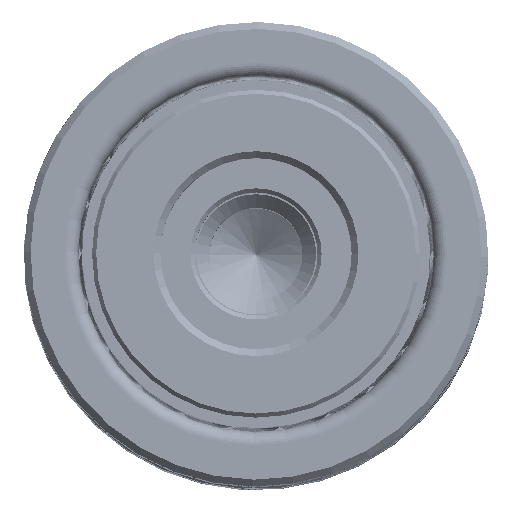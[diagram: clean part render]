
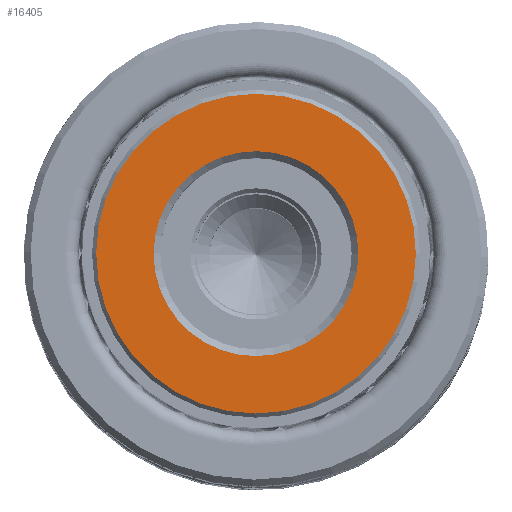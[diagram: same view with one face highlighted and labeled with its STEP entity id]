
A CAD part, top view. The second image highlights one B-rep face of the part: STEP entity #16405.
In plain terms, the highlighted face is planar.
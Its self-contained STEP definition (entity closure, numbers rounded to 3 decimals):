
#1407 = CIRCLE ( 'NONE', #27748, 11.7 ) ;
#2309 = AXIS2_PLACEMENT_3D ( 'NONE', #7720, #31110, #11129 ) ;
#2368 = FACE_OUTER_BOUND ( 'NONE', #3468, .T. ) ;
#3468 = EDGE_LOOP ( 'NONE', ( #18192, #31710 ) ) ;
#6300 = EDGE_CURVE ( 'NONE', #27692, #29336, #1407, .T. ) ;
#6860 = CARTESIAN_POINT ( 'NONE',  ( 11.7, 0., 0. ) ) ;
#6873 = DIRECTION ( 'NONE',  ( 0., 0., 1. ) ) ;
#6901 = EDGE_CURVE ( 'NONE', #29336, #27692, #19796, .T. ) ;
#7720 = CARTESIAN_POINT ( 'NONE',  ( 0., 0., 0. ) ) ;
#8299 = CARTESIAN_POINT ( 'NONE',  ( 7.5, 0., 0. ) ) ;
#8810 = CARTESIAN_POINT ( 'NONE',  ( 0., 0., 0. ) ) ;
#9992 = PLANE ( 'NONE',  #10765 ) ;
#10652 = ORIENTED_EDGE ( 'NONE', *, *, #28282, .T. ) ;
#10765 = AXIS2_PLACEMENT_3D ( 'NONE', #33314, #6873, #30277 ) ;
#11129 = DIRECTION ( 'NONE',  ( 1., 0., 0. ) ) ;
#12197 = DIRECTION ( 'NONE',  ( 1., 0., 0. ) ) ;
#13604 = CARTESIAN_POINT ( 'NONE',  ( 0., 0., 0. ) ) ;
#14197 = EDGE_LOOP ( 'NONE', ( #10652, #23052 ) ) ;
#14275 = CIRCLE ( 'NONE', #21955, 7.5 ) ;
#16405 = ADVANCED_FACE ( 'NONE', ( #2368, #20302 ), #9992, .F. ) ;
#16685 = CARTESIAN_POINT ( 'NONE',  ( 0., 0., 0. ) ) ;
#16982 = DIRECTION ( 'NONE',  ( 1., 0., 0. ) ) ;
#17161 = EDGE_CURVE ( 'NONE', #17234, #19912, #24452, .T. ) ;
#17234 = VERTEX_POINT ( 'NONE', #8299 ) ;
#18192 = ORIENTED_EDGE ( 'NONE', *, *, #6300, .T. ) ;
#19796 = CIRCLE ( 'NONE', #26922, 11.7 ) ;
#19912 = VERTEX_POINT ( 'NONE', #41102 ) ;
#20097 = DIRECTION ( 'NONE',  ( 1., 0., 0. ) ) ;
#20302 = FACE_BOUND ( 'NONE', #14197, .T. ) ;
#21955 = AXIS2_PLACEMENT_3D ( 'NONE', #16685, #39977, #20097 ) ;
#23052 = ORIENTED_EDGE ( 'NONE', *, *, #17161, .T. ) ;
#23948 = CARTESIAN_POINT ( 'NONE',  ( -11.7, 0., 0. ) ) ;
#24452 = CIRCLE ( 'NONE', #2309, 7.5 ) ;
#26922 = AXIS2_PLACEMENT_3D ( 'NONE', #13604, #36879, #16982 ) ;
#27692 = VERTEX_POINT ( 'NONE', #6860 ) ;
#27748 = AXIS2_PLACEMENT_3D ( 'NONE', #8810, #32177, #12197 ) ;
#28282 = EDGE_CURVE ( 'NONE', #19912, #17234, #14275, .T. ) ;
#29336 = VERTEX_POINT ( 'NONE', #23948 ) ;
#30277 = DIRECTION ( 'NONE',  ( 1., 0., 0. ) ) ;
#31110 = DIRECTION ( 'NONE',  ( 0., 0., 1. ) ) ;
#31710 = ORIENTED_EDGE ( 'NONE', *, *, #6901, .T. ) ;
#32177 = DIRECTION ( 'NONE',  ( 0., 0., -1. ) ) ;
#33314 = CARTESIAN_POINT ( 'NONE',  ( 0., 0., 0. ) ) ;
#36879 = DIRECTION ( 'NONE',  ( 0., 0., -1. ) ) ;
#39977 = DIRECTION ( 'NONE',  ( 0., 0., 1. ) ) ;
#41102 = CARTESIAN_POINT ( 'NONE',  ( -7.5, 0., 0. ) ) ;
